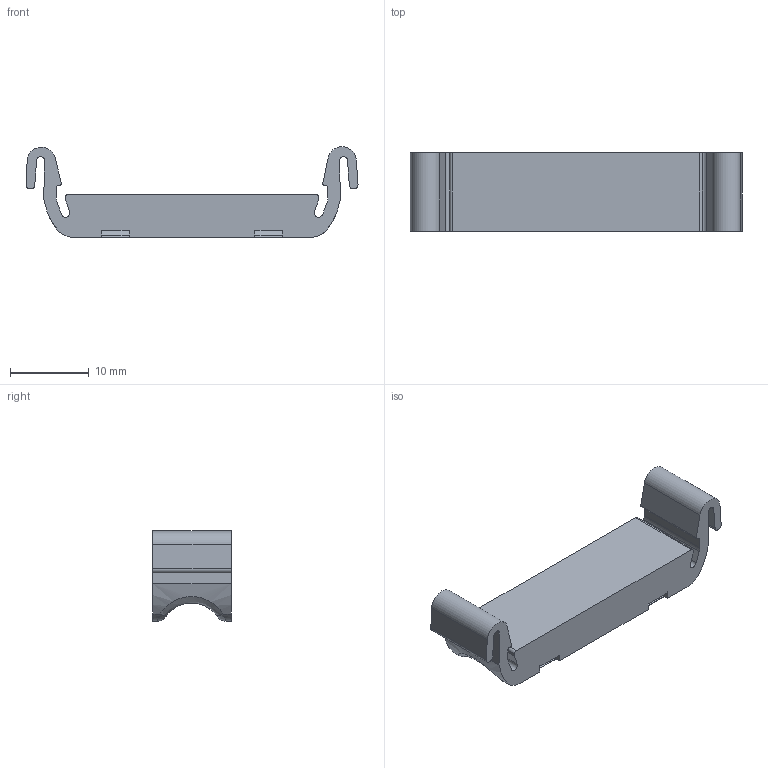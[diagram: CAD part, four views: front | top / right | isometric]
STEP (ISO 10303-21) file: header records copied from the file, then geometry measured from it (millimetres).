
FILE_DESCRIPTION(/* description */ (''),/* implementation_level */ '2;1');
FILE_NAME(/* name */ 'Din Rail ZipTie Mount v10.step',/* time_stamp */ '2022-11-12T15:11:22+01:00',/* author */ (''),/* organization */ (''),/* preprocessor_version */ 'ST-DEVELOPER v19.2',/* originating_system */ 'Autodesk Translation Framework v11.17.0.187',/* authorisation */ '');
FILE_SCHEMA (('AUTOMOTIVE_DESIGN { 1 0 10303 214 3 1 1 }'));
Length unit declared in the file: millimetre
Products named in the file (1): Din Rail ZipTie Mount
Bounding box: 42.24 x 10 x 11.54 mm (x, y, z)
Volume: 1704.9 mm3; surface area: 2063.3 mm2
Topology: 1 solids, 1 shells, 70 faces, 212 edges, 140 vertices
Faces by surface type: cylinder 33, plane 29, bspline 8
Entity records: 2805 total; most frequent: CARTESIAN_POINT 881, ORIENTED_EDGE 424, DIRECTION 374, EDGE_CURVE 212, VERTEX_POINT 140, LINE 128, VECTOR 128, AXIS2_PLACEMENT_3D 123
